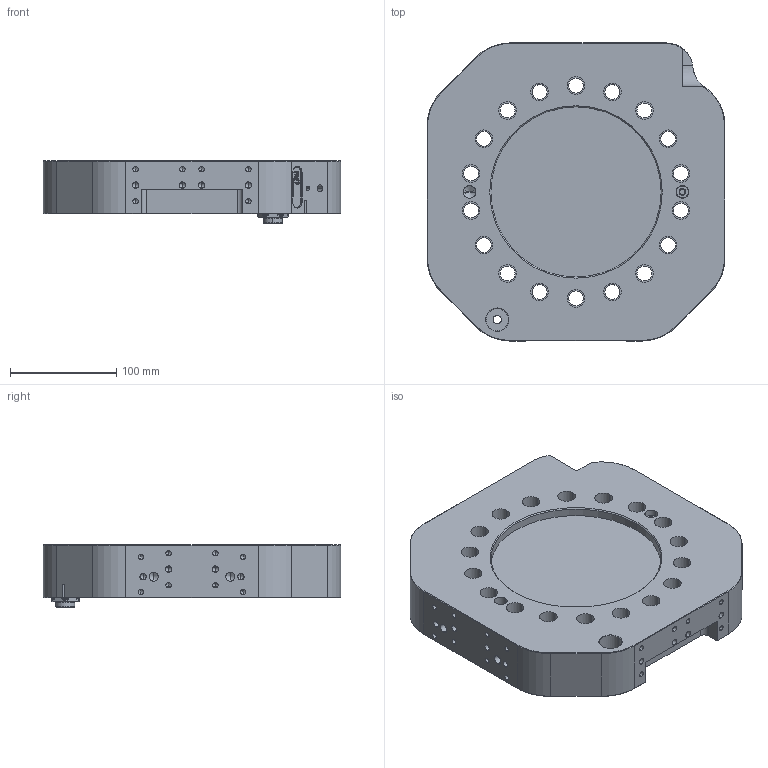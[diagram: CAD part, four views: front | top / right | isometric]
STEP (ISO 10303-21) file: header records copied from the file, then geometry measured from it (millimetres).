
FILE_DESCRIPTION (( 'STEP AP214' ), '1' );
FILE_NAME ('P6961.STEP', '2023-08-24T11:53:24', ( '' ), ( '' ), 'SwSTEP 2.0', 'SolidWorks 2021', '' );
FILE_SCHEMA (( 'AUTOMOTIVE_DESIGN' ));
Length unit declared in the file: millimetre
Products named in the file (1): P6961
Bounding box: 280 x 280 x 58.9 mm (x, y, z)
Volume: 2425982.4 mm3; surface area: 391146 mm2
Topology: 8 solids, 8 shells, 956 faces, 2397 edges, 1468 vertices
Faces by surface type: cylinder 327, plane 297, cone 196, bspline 106, torus 28, sphere 2
Entity records: 44003 total; most frequent: CARTESIAN_POINT 11175, ORIENTED_EDGE 4578, DIRECTION 4473, EDGE_CURVE 2289, AXIS2_PLACEMENT_3D 1617, VERTEX_POINT 1468, VECTOR 1239, LINE 1239
